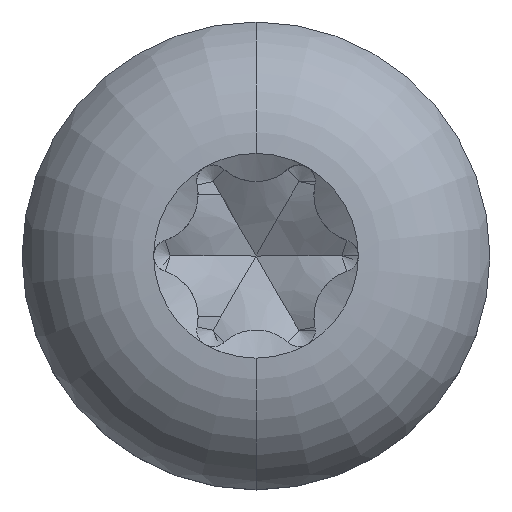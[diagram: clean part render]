
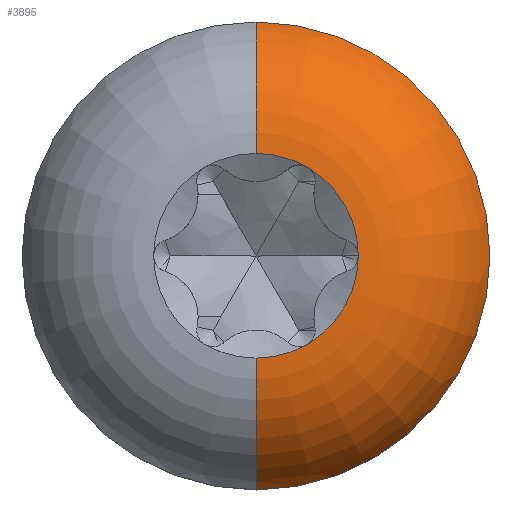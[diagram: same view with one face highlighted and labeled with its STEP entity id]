
A CAD part, top view. The second image highlights one B-rep face of the part: STEP entity #3895.
In plain terms, the highlighted toroidal (fillet/blend) face has major radius 0.875 mm and minor radius 1.191 mm.
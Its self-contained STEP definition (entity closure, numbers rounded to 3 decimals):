
#77 = CARTESIAN_POINT ( 'NONE',  ( 0.438, 0.758, 4.8 ) ) ;
#295 = VERTEX_POINT ( 'NONE', #422 ) ;
#359 = VERTEX_POINT ( 'NONE', #810 ) ;
#364 = FACE_OUTER_BOUND ( 'NONE', #1691, .T. ) ;
#422 = CARTESIAN_POINT ( 'NONE',  ( 0.438, -0.758, 4.8 ) ) ;
#509 = CIRCLE ( 'NONE', #3967, 1.191 ) ;
#516 = AXIS2_PLACEMENT_3D ( 'NONE', #4835, #3626, #1266 ) ;
#589 = ORIENTED_EDGE ( 'NONE', *, *, #1930, .T. ) ;
#608 = ORIENTED_EDGE ( 'NONE', *, *, #5164, .F. ) ;
#616 = CARTESIAN_POINT ( 'NONE',  ( 0., -2., 4. ) ) ;
#620 = TOROIDAL_SURFACE ( 'NONE', #516, 0.875, 1.191 ) ;
#789 = EDGE_CURVE ( 'NONE', #3507, #1273, #4731, .T. ) ;
#810 = CARTESIAN_POINT ( 'NONE',  ( 0., 0.875, 4.8 ) ) ;
#872 = DIRECTION ( 'NONE',  ( 0., 1., 0. ) ) ;
#886 = CARTESIAN_POINT ( 'NONE',  ( 0., 0., 4.8 ) ) ;
#925 = DIRECTION ( 'NONE',  ( 0., 0., -1. ) ) ;
#962 = CARTESIAN_POINT ( 'NONE',  ( 0., 2., 4. ) ) ;
#984 = DIRECTION ( 'NONE',  ( -1., 0., 0. ) ) ;
#1123 = AXIS2_PLACEMENT_3D ( 'NONE', #886, #925, #872 ) ;
#1249 = CARTESIAN_POINT ( 'NONE',  ( 0., 0., 4.8 ) ) ;
#1265 = DIRECTION ( 'NONE',  ( 0., 1., 0. ) ) ;
#1266 = DIRECTION ( 'NONE',  ( 0., 1., 0. ) ) ;
#1273 = VERTEX_POINT ( 'NONE', #616 ) ;
#1335 = CARTESIAN_POINT ( 'NONE',  ( 0., -0.875, 3.609 ) ) ;
#1463 = DIRECTION ( 'NONE',  ( 0., 0., -1. ) ) ;
#1601 = CARTESIAN_POINT ( 'NONE',  ( 0., 0., 4.8 ) ) ;
#1662 = CIRCLE ( 'NONE', #3356, 0.875 ) ;
#1675 = DIRECTION ( 'NONE',  ( 1., 0., 0. ) ) ;
#1681 = AXIS2_PLACEMENT_3D ( 'NONE', #3850, #1463, #2643 ) ;
#1691 = EDGE_LOOP ( 'NONE', ( #589, #5060, #2433, #608, #5184, #3204, #4716 ) ) ;
#1759 = DIRECTION ( 'NONE',  ( 0., 0., -1. ) ) ;
#1882 = AXIS2_PLACEMENT_3D ( 'NONE', #2201, #1759, #2608 ) ;
#1930 = EDGE_CURVE ( 'NONE', #295, #2342, #1662, .T. ) ;
#2123 = CIRCLE ( 'NONE', #1123, 0.875 ) ;
#2184 = CIRCLE ( 'NONE', #5014, 1.191 ) ;
#2186 = DIRECTION ( 'NONE',  ( 0., 0., 1. ) ) ;
#2201 = CARTESIAN_POINT ( 'NONE',  ( 0., 0., 4.8 ) ) ;
#2342 = VERTEX_POINT ( 'NONE', #2579 ) ;
#2433 = ORIENTED_EDGE ( 'NONE', *, *, #789, .F. ) ;
#2579 = CARTESIAN_POINT ( 'NONE',  ( 0., -0.875, 4.8 ) ) ;
#2608 = DIRECTION ( 'NONE',  ( 0., 1., 0. ) ) ;
#2643 = DIRECTION ( 'NONE',  ( 0., 1., 0. ) ) ;
#2800 = VERTEX_POINT ( 'NONE', #77 ) ;
#3011 = VERTEX_POINT ( 'NONE', #3912 ) ;
#3081 = AXIS2_PLACEMENT_3D ( 'NONE', #1601, #3993, #3672 ) ;
#3204 = ORIENTED_EDGE ( 'NONE', *, *, #3240, .T. ) ;
#3240 = EDGE_CURVE ( 'NONE', #2800, #3011, #3813, .T. ) ;
#3356 = AXIS2_PLACEMENT_3D ( 'NONE', #1249, #3670, #1265 ) ;
#3507 = VERTEX_POINT ( 'NONE', #962 ) ;
#3626 = DIRECTION ( 'NONE',  ( 0., 0., -1. ) ) ;
#3670 = DIRECTION ( 'NONE',  ( 0., 0., -1. ) ) ;
#3672 = DIRECTION ( 'NONE',  ( 0., 1., 0. ) ) ;
#3756 = CARTESIAN_POINT ( 'NONE',  ( 0., 0.875, 3.609 ) ) ;
#3813 = CIRCLE ( 'NONE', #1882, 0.875 ) ;
#3850 = CARTESIAN_POINT ( 'NONE',  ( 0., 0., 4. ) ) ;
#3895 = ADVANCED_FACE ( 'NONE', ( #364 ), #620, .T. ) ;
#3912 = CARTESIAN_POINT ( 'NONE',  ( 0.875, 0., 4.8 ) ) ;
#3930 = CIRCLE ( 'NONE', #3081, 0.875 ) ;
#3967 = AXIS2_PLACEMENT_3D ( 'NONE', #3756, #984, #2186 ) ;
#3975 = EDGE_CURVE ( 'NONE', #3011, #295, #3930, .T. ) ;
#3993 = DIRECTION ( 'NONE',  ( 0., 0., -1. ) ) ;
#4120 = DIRECTION ( 'NONE',  ( 0., 1., 0. ) ) ;
#4716 = ORIENTED_EDGE ( 'NONE', *, *, #3975, .T. ) ;
#4731 = CIRCLE ( 'NONE', #1681, 2. ) ;
#4814 = EDGE_CURVE ( 'NONE', #359, #2800, #2123, .T. ) ;
#4835 = CARTESIAN_POINT ( 'NONE',  ( 0., 0., 3.609 ) ) ;
#5000 = EDGE_CURVE ( 'NONE', #2342, #1273, #2184, .T. ) ;
#5014 = AXIS2_PLACEMENT_3D ( 'NONE', #1335, #1675, #4120 ) ;
#5060 = ORIENTED_EDGE ( 'NONE', *, *, #5000, .T. ) ;
#5164 = EDGE_CURVE ( 'NONE', #359, #3507, #509, .T. ) ;
#5184 = ORIENTED_EDGE ( 'NONE', *, *, #4814, .T. ) ;
